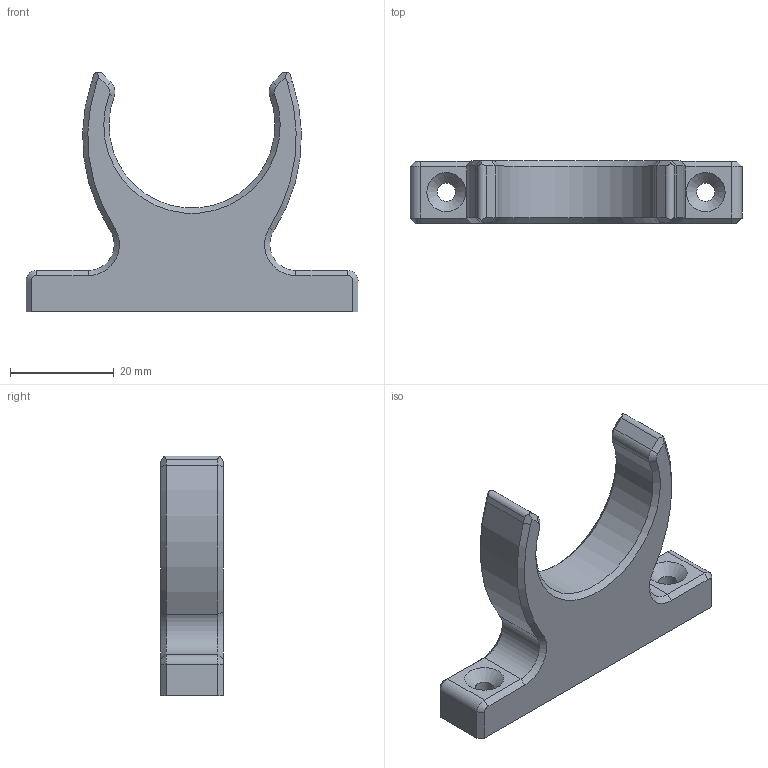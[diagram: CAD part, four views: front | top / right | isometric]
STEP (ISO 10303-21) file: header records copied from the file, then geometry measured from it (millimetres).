
FILE_DESCRIPTION(/* description */ (''),/* implementation_level */ '2;1');
FILE_NAME(/* name */ 'Prendedor de escada v6.step',/* time_stamp */ '2024-10-22T14:02:53-03:00',/* author */ (''),/* organization */ (''),/* preprocessor_version */ 'ST-DEVELOPER v20',/* originating_system */ 'Autodesk Translation Framework v13.20.0.188',/* authorisation */ '');
FILE_SCHEMA (('AUTOMOTIVE_DESIGN { 1 0 10303 214 3 1 1 }'));
Length unit declared in the file: millimetre
Products named in the file (1): Prendedor de escada
Bounding box: 63.97 x 12 x 46.23 mm (x, y, z)
Volume: 14415.8 mm3; surface area: 5505.5 mm2
Topology: 1 solids, 1 shells, 60 faces, 144 edges, 86 vertices
Faces by surface type: plane 27, cone 20, cylinder 13
Full cylindrical faces by diameter (mm): 3.5 x2
Entity records: 1759 total; most frequent: DIRECTION 316, CARTESIAN_POINT 291, ORIENTED_EDGE 288, EDGE_CURVE 144, AXIS2_PLACEMENT_3D 111, LINE 94, VECTOR 94, VERTEX_POINT 86
